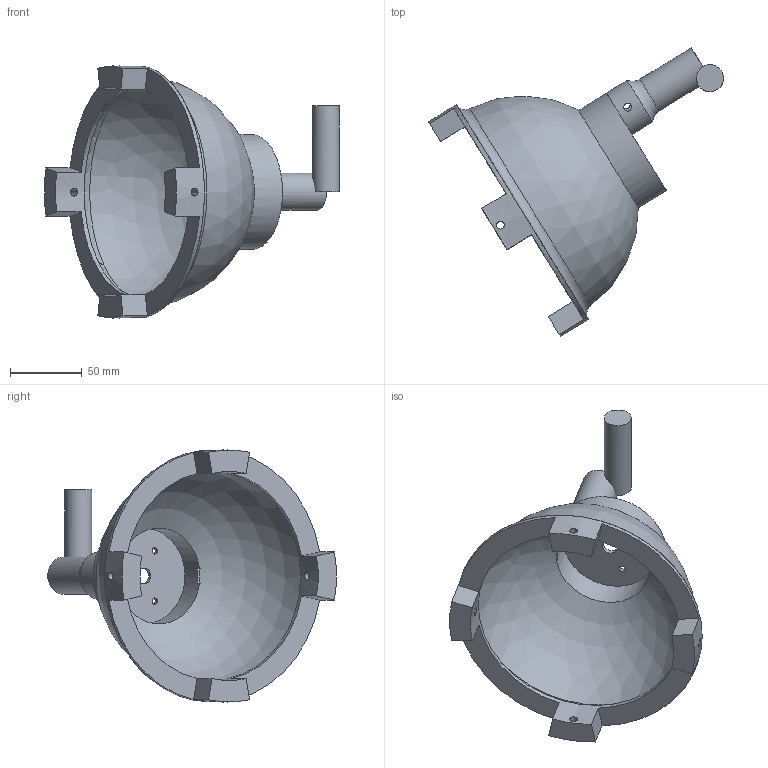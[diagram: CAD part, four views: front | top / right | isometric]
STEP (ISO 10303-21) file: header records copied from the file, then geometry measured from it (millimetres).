
FILE_DESCRIPTION(/* description */ ('STEP AP242','CAx-IF Rec.Pracs.---Representation and Presentation of Product Manufacturing Information (PMI)---4.0---2014-10-13','CAx-IF Rec.Pracs.---3D Tessellated Geometry---0.4---2014-09-14','2;1'),/* implementation_level */ '2;1');
FILE_NAME(/* name */ '65ca1db45e42ff43a2f63da8',/* time_stamp */ '2024-02-12T13:31:33Z',/* author */ (''),/* organization */ (''),/* preprocessor_version */ 'ST-DEVELOPER v19.4',/* originating_system */ ' ',/* authorisation */ ' ');
FILE_SCHEMA (('AP242_MANAGED_MODEL_BASED_3D_ENGINEERING_MIM_LF { 1 0 10303 442 1 1 4 }'));
Length unit declared in the file: metre
Products named in the file (1): Bol
Bounding box: 205.96 x 201.51 x 176 mm (x, y, z)
Volume: 255793.8 mm3; surface area: 124415.9 mm2
Topology: 1 solids, 1 shells, 54 faces, 151 edges, 96 vertices
Faces by surface type: plane 31, cylinder 18, torus 3, sphere 2
Full cylindrical faces by diameter (mm): 4.5 x2, 5.5 x6, 11 x1, 18.869 x1, 20 x1, 26 x1, 34 x1, 67.022 x1, 80 x1, 146 x1, 176 x1
Entity records: 1664 total; most frequent: CARTESIAN_POINT 395, DIRECTION 254, ORIENTED_EDGE 228, EDGE_CURVE 114, AXIS2_PLACEMENT_3D 100, EDGE_LOOP 95, FACE_BOUND 95, VERTEX_POINT 83
